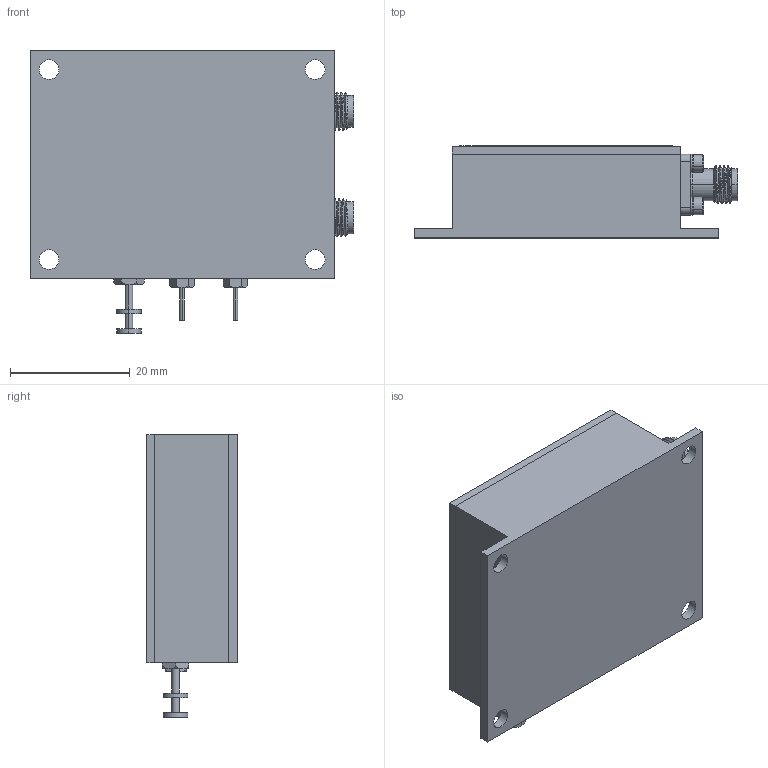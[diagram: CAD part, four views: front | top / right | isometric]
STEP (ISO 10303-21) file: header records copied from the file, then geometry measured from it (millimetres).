
FILE_DESCRIPTION (( 'STEP AP214' ), '1' );
FILE_NAME ('FMXP5003_3D.step', '2025-01-08T19:06:45', ( '' ), ( '' ), 'SwSTEP 2.0', 'SolidWorks 2022', '' );
FILE_SCHEMA (( 'AUTOMOTIVE_DESIGN' ));
Length unit declared in the file: inch
Products named in the file (1): FMXP5003_3D
Bounding box: 54.1 x 15.37 x 47.24 mm (x, y, z)
Volume: 23696.2 mm3; surface area: 7757.9 mm2
Topology: 1 solids, 15 shells, 1689 faces, 4405 edges, 2870 vertices
Faces by surface type: plane 845, cylinder 339, bspline 335, cone 166, torus 4
Entity records: 90616 total; most frequent: CARTESIAN_POINT 39882, ORIENTED_EDGE 8794, DIRECTION 6279, EDGE_CURVE 4397, VERTEX_POINT 2870, VECTOR 2529, LINE 2529, AXIS2_PLACEMENT_3D 1875
